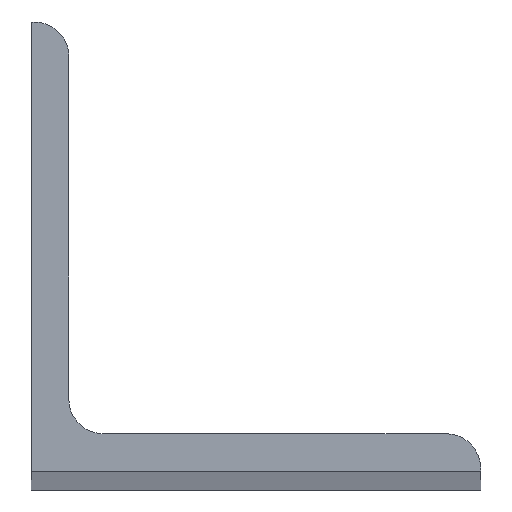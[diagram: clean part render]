
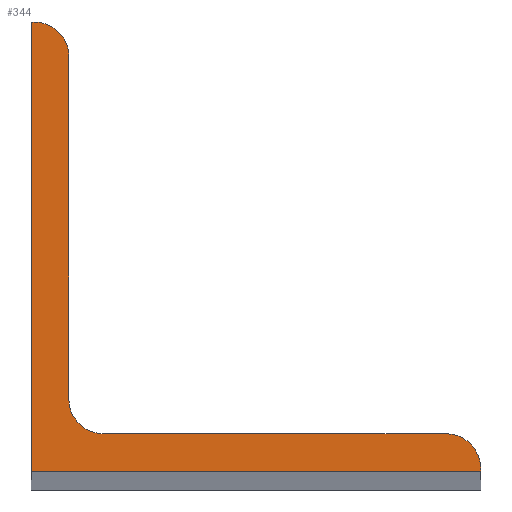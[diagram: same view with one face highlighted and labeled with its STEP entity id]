
A CAD part, top view. The second image highlights one B-rep face of the part: STEP entity #344.
In plain terms, the highlighted planar face has unit normal (0, 0, 1).
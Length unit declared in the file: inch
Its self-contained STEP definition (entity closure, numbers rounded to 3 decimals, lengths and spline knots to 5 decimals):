
#36=FACE_OUTER_BOUND('',#54,.T.);
#54=EDGE_LOOP('',(#300,#301,#302,#303,#304,#305,#306,#307,#308));
#72=LINE('',#529,#108);
#76=LINE('',#538,#112);
#78=LINE('',#545,#114);
#80=LINE('',#549,#116);
#83=LINE('',#554,#119);
#92=LINE('',#579,#128);
#108=VECTOR('',#422,2.29);
#112=VECTOR('',#432,2.29);
#114=VECTOR('',#440,0.02);
#116=VECTOR('',#444,3.);
#119=VECTOR('',#449,3.);
#128=VECTOR('',#478,0.02);
#135=CIRCLE('',#366,0.23);
#136=CIRCLE('',#369,0.23);
#140=CIRCLE('',#381,0.23);
#159=VERTEX_POINT('',#526);
#160=VERTEX_POINT('',#528);
#161=VERTEX_POINT('',#532);
#162=VERTEX_POINT('',#536);
#163=VERTEX_POINT('',#540);
#164=VERTEX_POINT('',#544);
#165=VERTEX_POINT('',#548);
#166=VERTEX_POINT('',#553);
#172=VERTEX_POINT('',#575);
#194=EDGE_CURVE('',#159,#160,#72,.T.);
#196=EDGE_CURVE('',#160,#161,#135,.T.);
#199=EDGE_CURVE('',#161,#162,#76,.T.);
#200=EDGE_CURVE('',#162,#163,#136,.T.);
#202=EDGE_CURVE('',#163,#164,#78,.T.);
#204=EDGE_CURVE('',#164,#165,#80,.T.);
#207=EDGE_CURVE('',#165,#166,#83,.T.);
#219=EDGE_CURVE('',#172,#159,#140,.T.);
#220=EDGE_CURVE('',#166,#172,#92,.T.);
#300=ORIENTED_EDGE('',*,*,#219,.F.);
#301=ORIENTED_EDGE('',*,*,#220,.F.);
#302=ORIENTED_EDGE('',*,*,#207,.F.);
#303=ORIENTED_EDGE('',*,*,#204,.F.);
#304=ORIENTED_EDGE('',*,*,#202,.F.);
#305=ORIENTED_EDGE('',*,*,#200,.F.);
#306=ORIENTED_EDGE('',*,*,#199,.F.);
#307=ORIENTED_EDGE('',*,*,#196,.F.);
#308=ORIENTED_EDGE('',*,*,#194,.F.);
#326=PLANE('',#382);
#344=ADVANCED_FACE('',(#36),#326,.T.);
#366=AXIS2_PLACEMENT_3D('',#533,#426,#427);
#369=AXIS2_PLACEMENT_3D('',#541,#435,#436);
#381=AXIS2_PLACEMENT_3D('',#577,#474,#475);
#382=AXIS2_PLACEMENT_3D('',#578,#476,#477);
#422=DIRECTION('',(0.,-1.,0.));
#426=DIRECTION('center_axis',(0.,0.,1.));
#427=DIRECTION('ref_axis',(-1.,0.,0.));
#432=DIRECTION('',(1.,0.,0.));
#435=DIRECTION('center_axis',(0.,0.,-1.));
#436=DIRECTION('ref_axis',(0.,1.,0.));
#440=DIRECTION('',(0.,-1.,0.));
#444=DIRECTION('',(-1.,0.,0.));
#449=DIRECTION('',(0.,1.,0.));
#474=DIRECTION('center_axis',(0.,0.,-1.));
#475=DIRECTION('ref_axis',(0.,1.,0.));
#476=DIRECTION('center_axis',(0.,0.,1.));
#477=DIRECTION('ref_axis',(1.,0.,0.));
#478=DIRECTION('',(1.,0.,0.));
#526=CARTESIAN_POINT('',(0.25,2.77,72.));
#528=CARTESIAN_POINT('',(0.25,0.48,72.));
#529=CARTESIAN_POINT('',(0.25,2.77,72.));
#532=CARTESIAN_POINT('',(0.48,0.25,72.));
#533=CARTESIAN_POINT('Origin',(0.48,0.48,72.));
#536=CARTESIAN_POINT('',(2.77,0.25,72.));
#538=CARTESIAN_POINT('',(0.48,0.25,72.));
#540=CARTESIAN_POINT('',(3.,0.02,72.));
#541=CARTESIAN_POINT('Origin',(2.77,0.02,72.));
#544=CARTESIAN_POINT('',(3.,0.,72.));
#545=CARTESIAN_POINT('',(3.,0.02,72.));
#548=CARTESIAN_POINT('',(0.,0.,72.));
#549=CARTESIAN_POINT('',(3.,0.,72.));
#553=CARTESIAN_POINT('',(0.,3.,72.));
#554=CARTESIAN_POINT('',(0.,0.,72.));
#575=CARTESIAN_POINT('',(0.02,3.,72.));
#577=CARTESIAN_POINT('Origin',(0.02,2.77,72.));
#578=CARTESIAN_POINT('Origin',(0.,0.,72.));
#579=CARTESIAN_POINT('',(0.,3.,72.));
